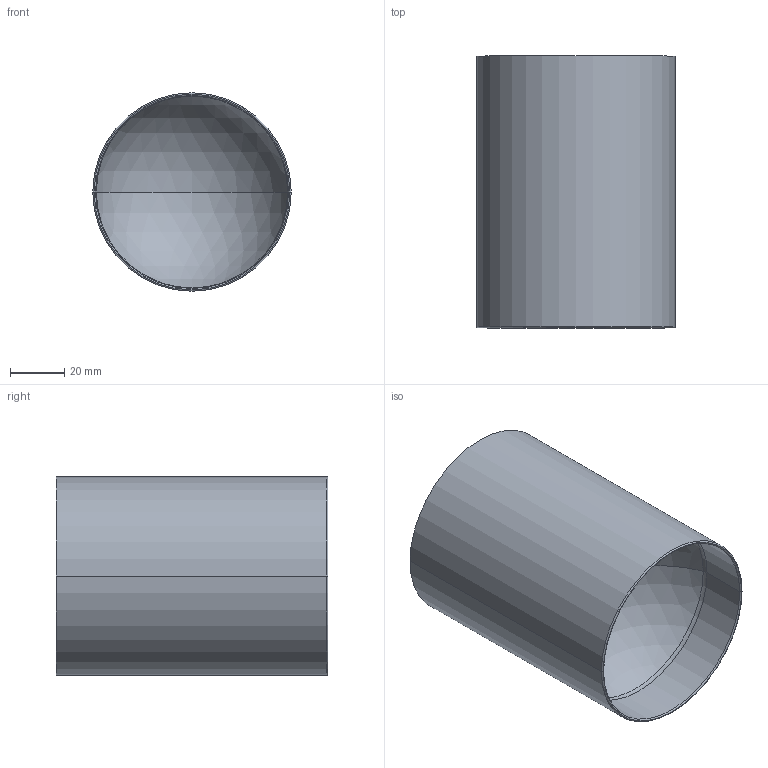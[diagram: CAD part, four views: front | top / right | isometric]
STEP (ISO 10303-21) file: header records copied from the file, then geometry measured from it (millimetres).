
FILE_DESCRIPTION (( 'STEP AP203' ), '1' );
FILE_NAME ('Piston_Default_sldprt.STEP', '2023-07-18T01:06:05', ( '' ), ( '' ), 'SwSTEP 2.0', 'SolidWorks 2022', '' );
FILE_SCHEMA (( 'CONFIG_CONTROL_DESIGN' ));
Length unit declared in the file: millimetre
Products named in the file (1): Piston_Default_sldprt
Bounding box: 73 x 100 x 73 mm (x, y, z)
Volume: 29112 mm3; surface area: 55365.2 mm2
Topology: 1 solids, 1 shells, 19 faces, 36 edges, 20 vertices
Faces by surface type: torus 8, cylinder 6, sphere 4, plane 1
Entity records: 561 total; most frequent: DIRECTION 106, CARTESIAN_POINT 76, ORIENTED_EDGE 72, AXIS2_PLACEMENT_3D 50, EDGE_CURVE 36, CIRCLE 30, VERTEX_POINT 20, EDGE_LOOP 20
